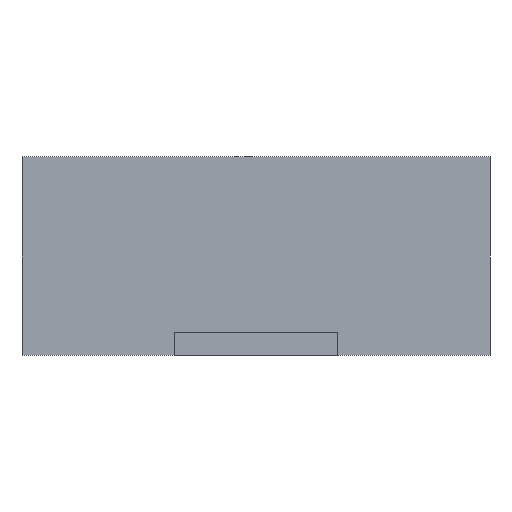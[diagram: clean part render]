
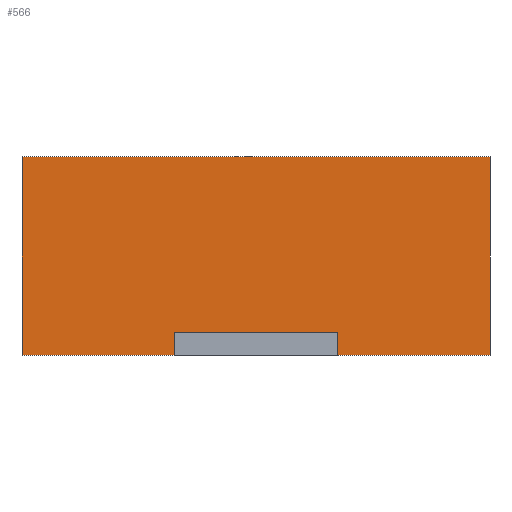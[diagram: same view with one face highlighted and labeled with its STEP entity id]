
A CAD part, left-side view. The second image highlights one B-rep face of the part: STEP entity #566.
In plain terms, the highlighted planar face has unit normal (-1, 0, 0).
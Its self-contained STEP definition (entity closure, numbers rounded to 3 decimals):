
#470 = VERTEX_POINT('',#471);
#471 = CARTESIAN_POINT('',(-2.375,-1.,0.));
#488 = VERTEX_POINT('',#489);
#489 = CARTESIAN_POINT('',(-2.375,-1.,0.85));
#495 = EDGE_CURVE('',#488,#470,#496,.T.);
#496 = LINE('',#497,#498);
#497 = CARTESIAN_POINT('',(-2.375,-1.,0.));
#498 = VECTOR('',#499,1.);
#499 = DIRECTION('',(0.,0.,-1.));
#548 = VERTEX_POINT('',#549);
#549 = CARTESIAN_POINT('',(-2.375,1.,0.85));
#555 = EDGE_CURVE('',#488,#548,#556,.T.);
#556 = LINE('',#557,#558);
#557 = CARTESIAN_POINT('',(-2.375,0.,0.85));
#558 = VECTOR('',#559,1.);
#559 = DIRECTION('',(0.,1.,0.));
#566 = ADVANCED_FACE('',(#567),#585,.T.);
#567 = FACE_BOUND('',#568,.T.);
#568 = EDGE_LOOP('',(#569,#570,#578,#584));
#569 = ORIENTED_EDGE('',*,*,#555,.T.);
#570 = ORIENTED_EDGE('',*,*,#571,.F.);
#571 = EDGE_CURVE('',#572,#548,#574,.T.);
#572 = VERTEX_POINT('',#573);
#573 = CARTESIAN_POINT('',(-2.375,1.,0.));
#574 = LINE('',#575,#576);
#575 = CARTESIAN_POINT('',(-2.375,1.,0.));
#576 = VECTOR('',#577,1.);
#577 = DIRECTION('',(0.,0.,1.));
#578 = ORIENTED_EDGE('',*,*,#579,.F.);
#579 = EDGE_CURVE('',#470,#572,#580,.T.);
#580 = LINE('',#581,#582);
#581 = CARTESIAN_POINT('',(-2.375,0.,0.
    ));
#582 = VECTOR('',#583,1.);
#583 = DIRECTION('',(0.,1.,0.));
#584 = ORIENTED_EDGE('',*,*,#495,.F.);
#585 = PLANE('',#586);
#586 = AXIS2_PLACEMENT_3D('',#587,#588,#589);
#587 = CARTESIAN_POINT('',(-2.375,0.,0.
    ));
#588 = DIRECTION('',(-1.,0.,0.));
#589 = DIRECTION('',(0.,0.,1.));
